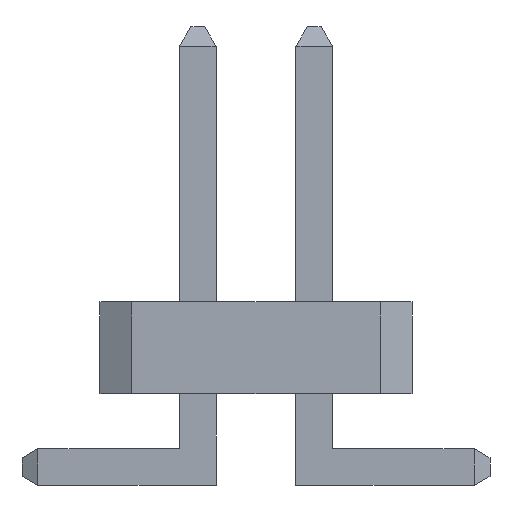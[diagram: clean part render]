
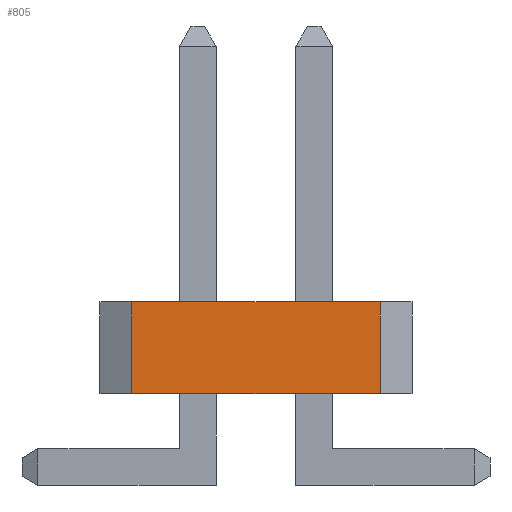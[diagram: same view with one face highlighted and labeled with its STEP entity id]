
A CAD part, left-side view. The second image highlights one B-rep face of the part: STEP entity #805.
In plain terms, the highlighted planar face has unit normal (-1, 0, 0).
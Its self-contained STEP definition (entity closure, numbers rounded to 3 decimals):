
#129 = EDGE_CURVE('',#130,#132,#134,.T.);
#130 = VERTEX_POINT('',#131);
#131 = CARTESIAN_POINT('',(-1.905,-1.354,1.));
#132 = VERTEX_POINT('',#133);
#133 = CARTESIAN_POINT('',(-1.905,1.354,1.));
#134 = LINE('',#135,#136);
#135 = CARTESIAN_POINT('',(-1.905,-1.7,1.));
#136 = VECTOR('',#137,1.);
#137 = DIRECTION('',(0.,1.,0.));
#525 = VERTEX_POINT('',#526);
#526 = CARTESIAN_POINT('',(-1.905,1.354,2.));
#532 = EDGE_CURVE('',#525,#533,#535,.T.);
#533 = VERTEX_POINT('',#534);
#534 = CARTESIAN_POINT('',(-1.905,-1.354,2.));
#535 = LINE('',#536,#537);
#536 = CARTESIAN_POINT('',(-1.905,-1.7,2.));
#537 = VECTOR('',#538,1.);
#538 = DIRECTION('',(0.,-1.,0.));
#805 = ADVANCED_FACE('',(#806),#822,.F.);
#806 = FACE_BOUND('',#807,.T.);
#807 = EDGE_LOOP('',(#808,#809,#815,#816));
#808 = ORIENTED_EDGE('',*,*,#532,.F.);
#809 = ORIENTED_EDGE('',*,*,#810,.T.);
#810 = EDGE_CURVE('',#525,#132,#811,.T.);
#811 = LINE('',#812,#813);
#812 = CARTESIAN_POINT('',(-1.905,1.354,1.));
#813 = VECTOR('',#814,1.);
#814 = DIRECTION('',(0.,0.,-1.));
#815 = ORIENTED_EDGE('',*,*,#129,.F.);
#816 = ORIENTED_EDGE('',*,*,#817,.T.);
#817 = EDGE_CURVE('',#130,#533,#818,.T.);
#818 = LINE('',#819,#820);
#819 = CARTESIAN_POINT('',(-1.905,-1.354,1.));
#820 = VECTOR('',#821,1.);
#821 = DIRECTION('',(0.,0.,1.));
#822 = PLANE('',#823);
#823 = AXIS2_PLACEMENT_3D('',#824,#825,#826);
#824 = CARTESIAN_POINT('',(-1.905,0.,1.));
#825 = DIRECTION('',(1.,0.,0.));
#826 = DIRECTION('',(0.,1.,0.));
